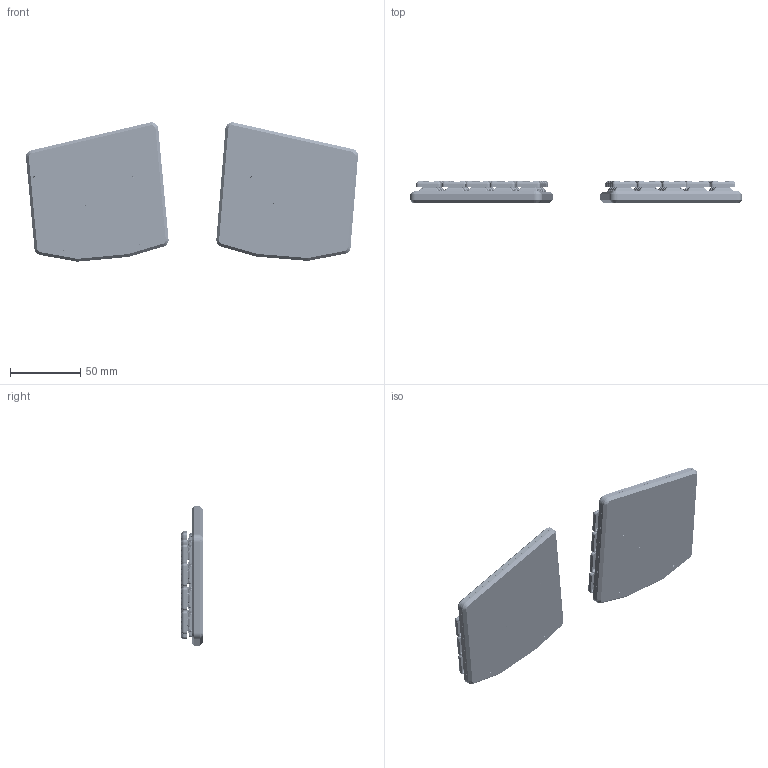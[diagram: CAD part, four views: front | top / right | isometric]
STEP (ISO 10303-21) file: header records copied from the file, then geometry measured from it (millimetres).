
FILE_DESCRIPTION(/* description */ (''),/* implementation_level */ '2;1');
FILE_NAME(/* name */ 'assembly.step',/* time_stamp */ '2022-11-06T09:24:47+01:00',/* author */ ('gabri'),/* organization */ (''),/* preprocessor_version */ 'ST-DEVELOPER v19',/* originating_system */ 'Autodesk Inventor 2023',/* authorisation */ '');
FILE_SCHEMA (('AUTOMOTIVE_DESIGN { 1 0 10303 214 3 1 1 }'));
Products named in the file (9): assembly; case; case_1; screw; left-electronics; right-electronics; switch-with-keycap; Document; (Unsaved)
Assembly tree (52 placements, depth 3):
  assembly
    case
    case_1
    screw  x10
    left-electronics
    right-electronics
    switch-with-keycap  x36
      Document
      (Unsaved)
Bounding box: 236.22 x 15.51 x 99.09 mm (x, y, z)
Volume: 112860.8 mm3; surface area: 151238.8 mm2
Topology: 230 solids, 230 shells, 25872 faces, 67143 edges, 42086 vertices
Faces by surface type: plane 14910, cylinder 6176, bspline 2124, torus 1374, sphere 684, cone 604
Full cylindrical faces by diameter (mm): 1.183 x20, 1.38 x10, 2.5 x20, 2.762 x36, 2.826 x36, 2.893 x36, 3.007 x36, 3.2 x36, 3.74 x20
Entity records: 49652 total; most frequent: CARTESIAN_POINT 11120, ORIENTED_EDGE 7862, DIRECTION 7633, EDGE_CURVE 3931, LINE 3059, VECTOR 3059, VERTEX_POINT 2527, AXIS2_PLACEMENT_3D 2287
